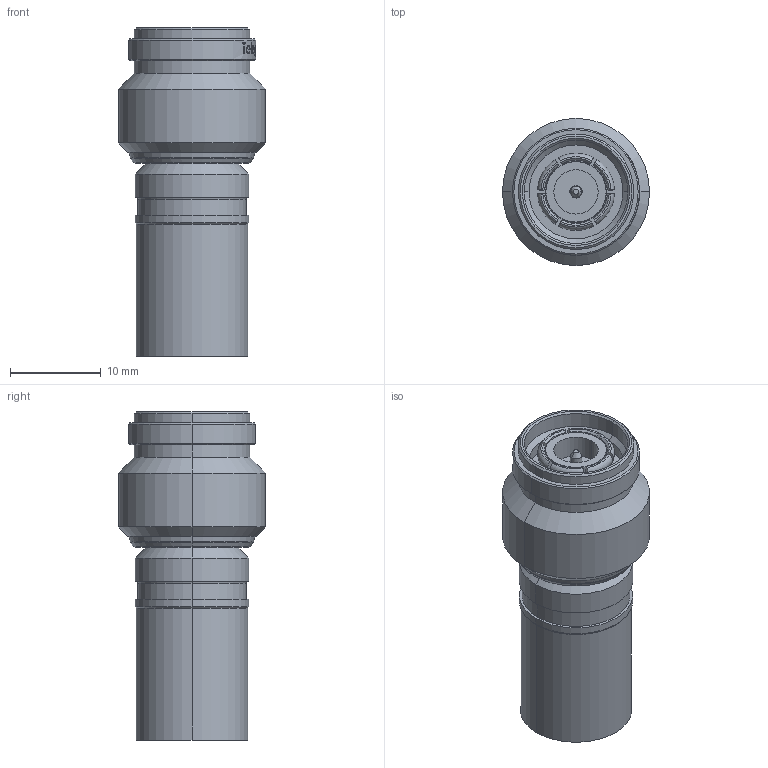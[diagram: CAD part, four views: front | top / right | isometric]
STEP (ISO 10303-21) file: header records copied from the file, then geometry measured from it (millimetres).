
FILE_DESCRIPTION (( 'STEP AP214' ), '1' );
FILE_NAME ('J01010A0049.STEP', '2018-11-14T13:22:44', ( '' ), ( '' ), 'SwSTEP 2.0', 'SolidWorks 2017', '' );
FILE_SCHEMA (( 'AUTOMOTIVE_DESIGN' ));
Length unit declared in the file: millimetre
Products named in the file (1): J01010A0049
Bounding box: 16.2 x 16.2 x 36.15 mm (x, y, z)
Volume: 4038.9 mm3; surface area: 2752.4 mm2
Topology: 1 solids, 1 shells, 296 faces, 729 edges, 471 vertices
Faces by surface type: plane 92, bspline 83, cylinder 66, cone 45, torus 10
Entity records: 17464 total; most frequent: CARTESIAN_POINT 7943, ORIENTED_EDGE 1458, DIRECTION 1041, EDGE_CURVE 729, VERTEX_POINT 471, AXIS2_PLACEMENT_3D 407, EDGE_LOOP 332, FACE_OUTER_BOUND 296
